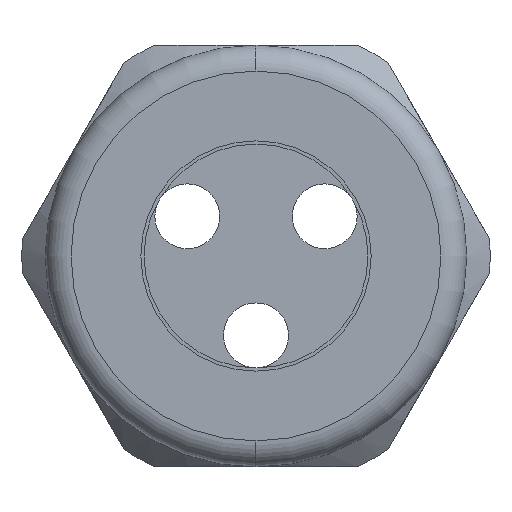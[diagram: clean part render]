
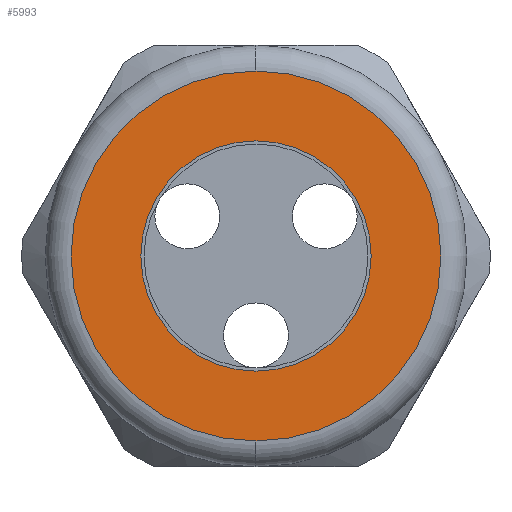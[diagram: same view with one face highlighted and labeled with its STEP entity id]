
A CAD part, left-side view. The second image highlights one B-rep face of the part: STEP entity #5993.
In plain terms, the highlighted planar face has unit normal (-1, 0, 0).
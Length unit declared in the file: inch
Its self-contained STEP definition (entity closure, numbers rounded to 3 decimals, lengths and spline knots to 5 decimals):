
#4670 = DIRECTION ( 'NONE',  ( 0., 0., -1. ) ) ;
#4671 = DIRECTION ( 'NONE',  ( 1., 0., 0. ) ) ;
#4672 = CARTESIAN_POINT ( 'NONE',  ( -1.53, 0., 0. ) ) ;
#4673 = AXIS2_PLACEMENT_3D ( 'NONE', #4672, #4671, #4670 ) ;
#4674 = CIRCLE ( 'NONE', #4673, 0.355 ) ;
#4704 = DIRECTION ( 'NONE',  ( 0., 0., 1. ) ) ;
#4705 = DIRECTION ( 'NONE',  ( -1., 0., 0. ) ) ;
#4706 = AXIS2_PLACEMENT_3D ( 'NONE', #4711, #4705, #4704 ) ;
#4707 = CIRCLE ( 'NONE', #4706, 0.57 ) ;
#4711 = CARTESIAN_POINT ( 'NONE',  ( -1.53, 0., 0. ) ) ;
#4759 = DIRECTION ( 'NONE',  ( 0., 0., 1. ) ) ;
#4760 = DIRECTION ( 'NONE',  ( -1., 0., 0. ) ) ;
#4761 = CARTESIAN_POINT ( 'NONE',  ( -1.53, 0.65, 0. ) ) ;
#4762 = AXIS2_PLACEMENT_3D ( 'NONE', #4761, #4760, #4759 ) ;
#4763 = PLANE ( 'NONE',  #4762 ) ;
#4764 = FACE_BOUND ( 'NONE', #5938, .T. ) ;
#4765 = FACE_OUTER_BOUND ( 'NONE', #5992, .T. ) ;
#4981 = CARTESIAN_POINT ( 'NONE',  ( -1.53, 0., -0.57 ) ) ;
#5020 = DIRECTION ( 'NONE',  ( 0., 0., 1. ) ) ;
#5021 = DIRECTION ( 'NONE',  ( -1., 0., 0. ) ) ;
#5022 = CARTESIAN_POINT ( 'NONE',  ( -1.53, 0., 0. ) ) ;
#5023 = AXIS2_PLACEMENT_3D ( 'NONE', #5022, #5021, #5020 ) ;
#5024 = CIRCLE ( 'NONE', #5023, 0.57 ) ;
#5097 = CARTESIAN_POINT ( 'NONE',  ( -1.53, 0., 0.57 ) ) ;
#5136 = DIRECTION ( 'NONE',  ( 0., 0., -1. ) ) ;
#5137 = DIRECTION ( 'NONE',  ( 1., 0., 0. ) ) ;
#5138 = CARTESIAN_POINT ( 'NONE',  ( -1.53, 0., 0. ) ) ;
#5139 = AXIS2_PLACEMENT_3D ( 'NONE', #5138, #5137, #5136 ) ;
#5140 = CIRCLE ( 'NONE', #5139, 0.355 ) ;
#5141 = CARTESIAN_POINT ( 'NONE',  ( -1.53, 0., -0.355 ) ) ;
#5142 = CARTESIAN_POINT ( 'NONE',  ( -1.53, 0., 0.355 ) ) ;
#5920 = EDGE_CURVE ( 'NONE', #6197, #6196, #4674, .T. ) ;
#5935 = ORIENTED_EDGE ( 'NONE', *, *, #6198, .T. ) ;
#5937 = ORIENTED_EDGE ( 'NONE', *, *, #5920, .T. ) ;
#5938 = EDGE_LOOP ( 'NONE', ( #5937, #5935 ) ) ;
#5939 = EDGE_CURVE ( 'NONE', #6114, #6156, #4707, .T. ) ;
#5940 = ORIENTED_EDGE ( 'NONE', *, *, #6123, .T. ) ;
#5941 = ORIENTED_EDGE ( 'NONE', *, *, #5939, .T. ) ;
#5992 = EDGE_LOOP ( 'NONE', ( #5940, #5941 ) ) ;
#5993 = ADVANCED_FACE ( 'NONE', ( #4765, #4764 ), #4763, .T. ) ;
#6114 = VERTEX_POINT ( 'NONE', #4981 ) ;
#6123 = EDGE_CURVE ( 'NONE', #6156, #6114, #5024, .T. ) ;
#6156 = VERTEX_POINT ( 'NONE', #5097 ) ;
#6196 = VERTEX_POINT ( 'NONE', #5142 ) ;
#6197 = VERTEX_POINT ( 'NONE', #5141 ) ;
#6198 = EDGE_CURVE ( 'NONE', #6196, #6197, #5140, .T. ) ;
